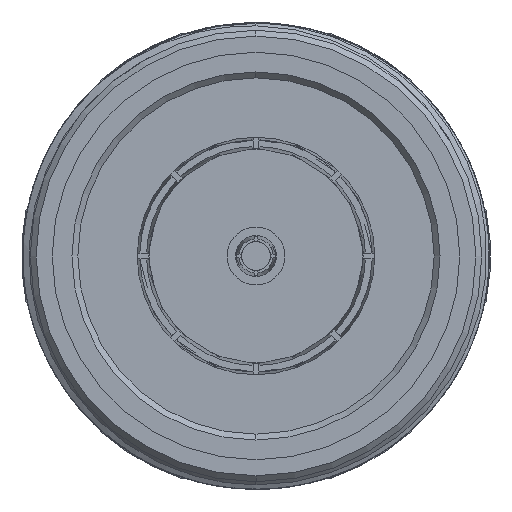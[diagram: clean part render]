
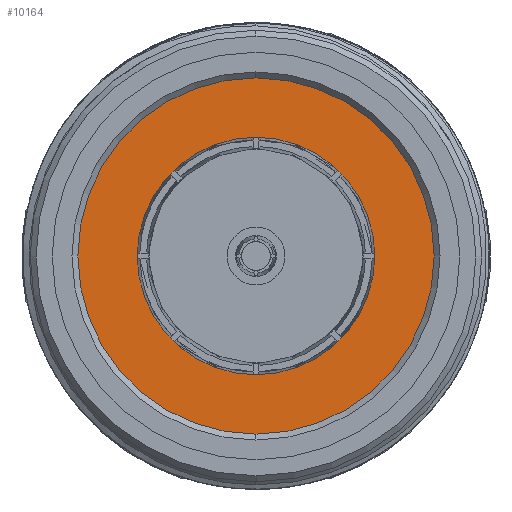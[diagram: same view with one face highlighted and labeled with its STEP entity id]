
A CAD part, left-side view. The second image highlights one B-rep face of the part: STEP entity #10164.
In plain terms, the highlighted planar face has unit normal (-1, 0, 0).
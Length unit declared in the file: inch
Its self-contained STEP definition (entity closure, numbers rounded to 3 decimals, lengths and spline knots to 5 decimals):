
#275 = FACE_OUTER_BOUND ( 'NONE', #1069, .T. ) ;
#327 = PLANE ( 'NONE',  #777 ) ;
#406 = DIRECTION ( 'NONE',  ( -1., 0., 0. ) ) ;
#466 = AXIS2_PLACEMENT_3D ( 'NONE', #2630, #8989, #6550 ) ;
#571 = DIRECTION ( 'NONE',  ( -1., 0., 0. ) ) ;
#584 = CARTESIAN_POINT ( 'NONE',  ( -0.151, 0., -0.3 ) ) ;
#777 = AXIS2_PLACEMENT_3D ( 'NONE', #5742, #8907, #1166 ) ;
#1003 = EDGE_CURVE ( 'NONE', #6153, #2310, #9443, .T. ) ;
#1069 = EDGE_LOOP ( 'NONE', ( #1567, #5102 ) ) ;
#1166 = DIRECTION ( 'NONE',  ( 0., 0., 1. ) ) ;
#1183 = EDGE_CURVE ( 'NONE', #7881, #10073, #9617, .T. ) ;
#1389 = ORIENTED_EDGE ( 'NONE', *, *, #1183, .F. ) ;
#1567 = ORIENTED_EDGE ( 'NONE', *, *, #1003, .T. ) ;
#1971 = AXIS2_PLACEMENT_3D ( 'NONE', #9537, #3181, #7197 ) ;
#2175 = DIRECTION ( 'NONE',  ( 0., 0., 1. ) ) ;
#2300 = CARTESIAN_POINT ( 'NONE',  ( -0.151, 0., -0.2 ) ) ;
#2310 = VERTEX_POINT ( 'NONE', #584 ) ;
#2553 = FACE_BOUND ( 'NONE', #5477, .T. ) ;
#2630 = CARTESIAN_POINT ( 'NONE',  ( -0.151, 0., 0. ) ) ;
#2958 = CIRCLE ( 'NONE', #1971, 0.2 ) ;
#3181 = DIRECTION ( 'NONE',  ( -1., 0., 0. ) ) ;
#4266 = CIRCLE ( 'NONE', #466, 0.3 ) ;
#4983 = AXIS2_PLACEMENT_3D ( 'NONE', #6608, #406, #6554 ) ;
#5102 = ORIENTED_EDGE ( 'NONE', *, *, #8156, .T. ) ;
#5477 = EDGE_LOOP ( 'NONE', ( #1389, #6684 ) ) ;
#5742 = CARTESIAN_POINT ( 'NONE',  ( -0.151, 0., 0. ) ) ;
#5798 = CARTESIAN_POINT ( 'NONE',  ( -0.151, 0., 0.3 ) ) ;
#6153 = VERTEX_POINT ( 'NONE', #5798 ) ;
#6550 = DIRECTION ( 'NONE',  ( 0., 0., 1. ) ) ;
#6554 = DIRECTION ( 'NONE',  ( 0., 0., 1. ) ) ;
#6608 = CARTESIAN_POINT ( 'NONE',  ( -0.151, 0., 0. ) ) ;
#6684 = ORIENTED_EDGE ( 'NONE', *, *, #8870, .F. ) ;
#7197 = DIRECTION ( 'NONE',  ( 0., 0., 1. ) ) ;
#7881 = VERTEX_POINT ( 'NONE', #8593 ) ;
#8156 = EDGE_CURVE ( 'NONE', #2310, #6153, #4266, .T. ) ;
#8458 = AXIS2_PLACEMENT_3D ( 'NONE', #9250, #571, #2175 ) ;
#8593 = CARTESIAN_POINT ( 'NONE',  ( -0.151, 0., 0.2 ) ) ;
#8870 = EDGE_CURVE ( 'NONE', #10073, #7881, #2958, .T. ) ;
#8907 = DIRECTION ( 'NONE',  ( -1., 0., 0. ) ) ;
#8989 = DIRECTION ( 'NONE',  ( -1., 0., 0. ) ) ;
#9250 = CARTESIAN_POINT ( 'NONE',  ( -0.151, 0., 0. ) ) ;
#9443 = CIRCLE ( 'NONE', #4983, 0.3 ) ;
#9537 = CARTESIAN_POINT ( 'NONE',  ( -0.151, 0., 0. ) ) ;
#9617 = CIRCLE ( 'NONE', #8458, 0.2 ) ;
#10073 = VERTEX_POINT ( 'NONE', #2300 ) ;
#10164 = ADVANCED_FACE ( 'NONE', ( #275, #2553 ), #327, .T. ) ;
